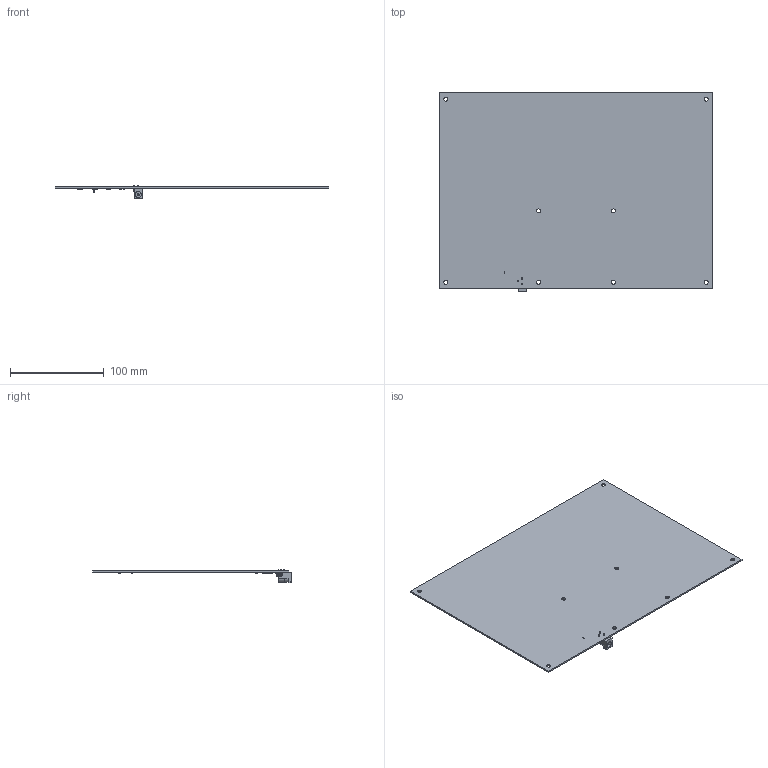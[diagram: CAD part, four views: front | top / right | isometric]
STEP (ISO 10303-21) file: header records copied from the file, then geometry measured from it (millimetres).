
FILE_DESCRIPTION(('KiCad electronic assembly'),'2;1');
FILE_NAME('BrightBoard1.step','2019-09-08T23:31:21',('An Author'),( 'A Company'),'Open CASCADE STEP processor 6.9', 'KiCad to STEP converter','Unknown');
FILE_SCHEMA(('AUTOMOTIVE_DESIGN { 1 0 10303 214 1 1 1 1 }'));
Length unit declared in the file: millimetre
Products named in the file (16): Open CASCADE STEP translator 6.9 1; C_0805_2012Metric; SOLID; LED_0805_2012Metric; PinHeader_2x05_P1.27mm_Vertical_SMD; CUI_PJ-102A; SOT-23; R_0805_2012Metric; R_2512_6332Metric; COMPOUND
Assembly tree (34 placements, depth 3):
  Open CASCADE STEP translator 6.9 1
    C_0805_2012Metric  x10
      SOLID
    LED_0805_2012Metric
      SOLID
    PinHeader_2x05_P1.27mm_Vertical_SMD
      SOLID
    CUI_PJ-102A
      SOLID
    SOT-23  x2
      SOLID
    R_0805_2012Metric  x10
      SOLID
    R_2512_6332Metric
      SOLID
    COMPOUND
Bounding box: 292.1 x 212.17 x 14.49 mm (x, y, z)
Volume: 98821.6 mm3; surface area: 125404 mm2
Topology: 27 solids, 27 shells, 1071 faces, 2725 edges, 1742 vertices
Faces by surface type: plane 741, cylinder 274, bspline 54, cone 2
Full cylindrical faces by diameter (mm): 0.2 x3, 1.6 x3, 4.3 x8
Entity records: 35725 total; most frequent: CARTESIAN_POINT 5891, DIRECTION 4887, LINE 3444, VECTOR 3444, ORIENTED_EDGE 2570, PCURVE 2570, DEFINITIONAL_REPRESENTATION 2570, EDGE_CURVE 1285
